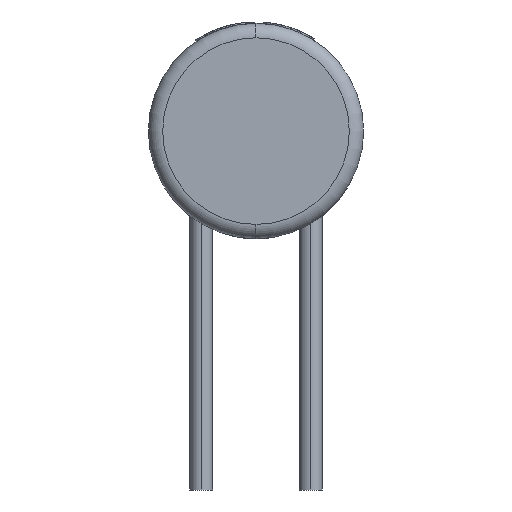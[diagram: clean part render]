
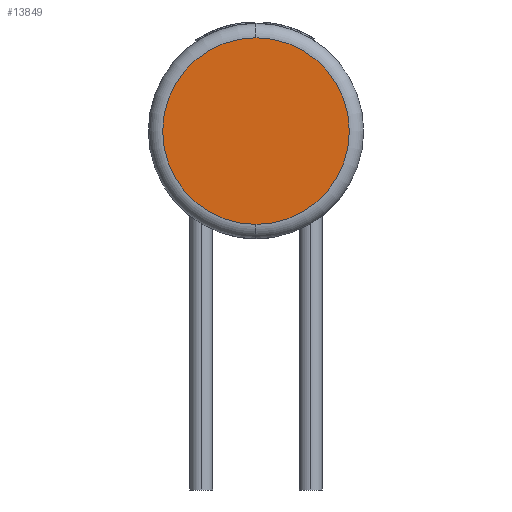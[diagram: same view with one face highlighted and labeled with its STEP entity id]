
A CAD part, left-side view. The second image highlights one B-rep face of the part: STEP entity #13849.
In plain terms, the highlighted planar face has unit normal (-1, 0, 0).
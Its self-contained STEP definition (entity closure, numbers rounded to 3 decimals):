
#802 = DIRECTION ( 'NONE',  ( 0., 0., 1. ) ) ;
#2551 = CARTESIAN_POINT ( 'NONE',  ( -8., 0., 0. ) ) ;
#2631 = DIRECTION ( 'NONE',  ( 0., 0., 1. ) ) ;
#3115 = CIRCLE ( 'NONE', #9436, 1.3 ) ;
#4304 = FACE_OUTER_BOUND ( 'NONE', #10071, .T. ) ;
#4871 = CIRCLE ( 'NONE', #9656, 1.3 ) ;
#5840 = CARTESIAN_POINT ( 'NONE',  ( -8., 0., -1.3 ) ) ;
#6059 = EDGE_CURVE ( 'NONE', #10783, #8365, #4871, .T. ) ;
#6851 = EDGE_CURVE ( 'NONE', #8365, #10783, #3115, .T. ) ;
#7721 = CARTESIAN_POINT ( 'NONE',  ( -8., 0., 1.3 ) ) ;
#7771 = ORIENTED_EDGE ( 'NONE', *, *, #6059, .T. ) ;
#8365 = VERTEX_POINT ( 'NONE', #5840 ) ;
#9436 = AXIS2_PLACEMENT_3D ( 'NONE', #2551, #9697, #2631 ) ;
#9656 = AXIS2_PLACEMENT_3D ( 'NONE', #9936, #12773, #802 ) ;
#9697 = DIRECTION ( 'NONE',  ( -1., 0., 0. ) ) ;
#9936 = CARTESIAN_POINT ( 'NONE',  ( -8., 0., 0. ) ) ;
#10071 = EDGE_LOOP ( 'NONE', ( #7771, #13258 ) ) ;
#10072 = DIRECTION ( 'NONE',  ( 0., 0., -1. ) ) ;
#10783 = VERTEX_POINT ( 'NONE', #7721 ) ;
#11123 = AXIS2_PLACEMENT_3D ( 'NONE', #13815, #13886, #10072 ) ;
#12773 = DIRECTION ( 'NONE',  ( -1., 0., 0. ) ) ;
#13258 = ORIENTED_EDGE ( 'NONE', *, *, #6851, .T. ) ;
#13815 = CARTESIAN_POINT ( 'NONE',  ( -8., 0., 0. ) ) ;
#13849 = ADVANCED_FACE ( 'NONE', ( #4304 ), #15015, .F. ) ;
#13886 = DIRECTION ( 'NONE',  ( 1., 0., 0. ) ) ;
#15015 = PLANE ( 'NONE',  #11123 ) ;
